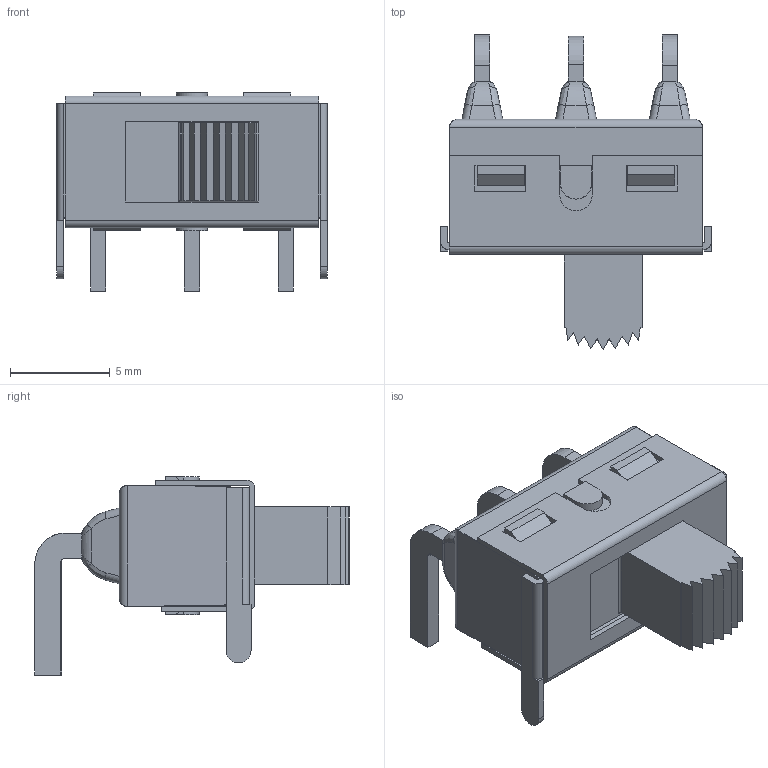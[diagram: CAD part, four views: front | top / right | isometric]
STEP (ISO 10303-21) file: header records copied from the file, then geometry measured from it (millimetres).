
FILE_DESCRIPTION(('HOOPS Exchange Step'),'2;1');
FILE_NAME('temp_export','2023-08-29T20:54:19+08:00',('30abd'),('Shapr3D Limited'),'HOOPS Exchange 2023.2','Shapr3D','Authorized');
FILE_SCHEMA( ('AUTOMOTIVE_DESIGN { 1 0 10303 214 1 1 1 1 }') );
Length unit declared in the file: millimetre
Products named in the file (2): 1101M2S3AQE2.stp; root
Assembly tree (1 placements, depth 2):
  root
    1101M2S3AQE2.stp
Bounding box: 13.56 x 15.77 x 9.93 mm (x, y, z)
Volume: 461.5 mm3; surface area: 1384.7 mm2
Topology: 1 solids, 1 shells, 396 faces, 1129 edges, 718 vertices
Faces by surface type: plane 288, cylinder 80, bspline 28
Full cylindrical faces by diameter (mm): 2.388 x1
Entity records: 13856 total; most frequent: CARTESIAN_POINT 3733, ORIENTED_EDGE 2258, DIRECTION 1871, EDGE_CURVE 1129, VECTOR 911, LINE 911, VERTEX_POINT 718, AXIS2_PLACEMENT_3D 480
